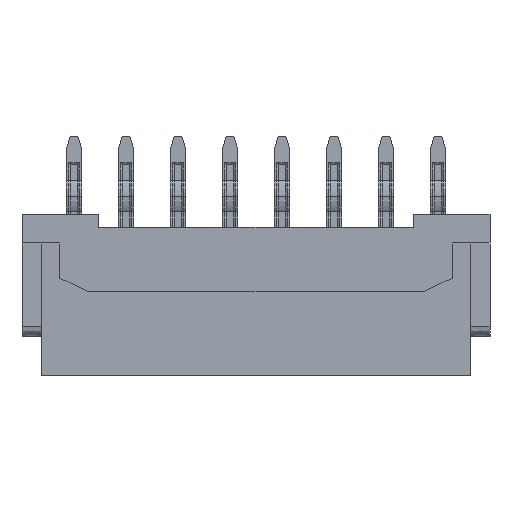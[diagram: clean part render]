
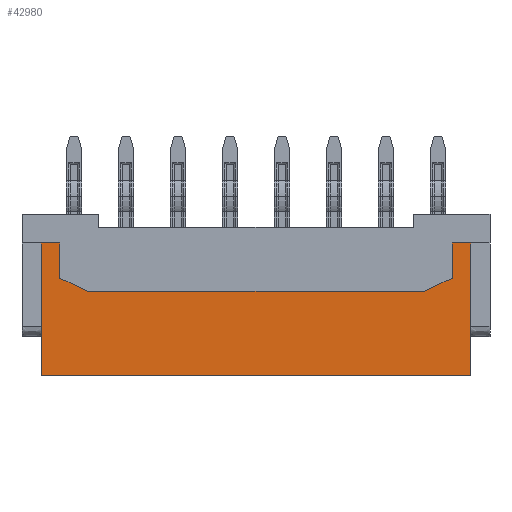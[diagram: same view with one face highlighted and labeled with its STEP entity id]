
A CAD part, front view. The second image highlights one B-rep face of the part: STEP entity #42980.
In plain terms, the highlighted planar face has unit normal (0, -1, 0).
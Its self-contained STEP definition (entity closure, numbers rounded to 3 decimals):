
#5410=CARTESIAN_POINT('',(-28.404,-1.785,3.25));
#5420=VERTEX_POINT('',#5410);
#5450=CARTESIAN_POINT('',(-28.,-1.785,3.062));
#5460=DIRECTION('',(-0.907,0.,0.422));
#5470=VECTOR('',#5460,1.);
#5480=LINE('',#5450,#5470);
#5490=CARTESIAN_POINT('',(-29.479,-1.785,3.75));
#5500=VERTEX_POINT('',#5490);
#5510=EDGE_CURVE('',#5420,#5500,#5480,.T.);
#13020=CARTESIAN_POINT('',(-13.679,-1.785,0.));
#13030=VERTEX_POINT('',#13020);
#13200=CARTESIAN_POINT('',(-30.179,-1.785,0.));
#13210=VERTEX_POINT('',#13200);
#13240=CARTESIAN_POINT('',(-30.029,-1.785,0.));
#13250=DIRECTION('',(-1.,0.,0.));
#13260=VECTOR('',#13250,1.);
#13270=LINE('',#13240,#13260);
#13280=EDGE_CURVE('',#13030,#13210,#13270,.T.);
#42290=CARTESIAN_POINT('',(-29.926,-1.785,
0.));
#42300=DIRECTION('',(0.,-1.,0.));
#42310=DIRECTION('',(1.,0.,0.));
#42320=AXIS2_PLACEMENT_3D('',#42290,#42300,#42310);
#42330=PLANE('',#42320);
#42340=CARTESIAN_POINT('',(-30.179,-1.785,0.));
#42350=DIRECTION('',(0.,0.,1.));
#42360=VECTOR('',#42350,1.);
#42370=LINE('',#42340,#42360);
#42380=CARTESIAN_POINT('',(-30.179,-1.785,5.1));
#42390=VERTEX_POINT('',#42380);
#42400=EDGE_CURVE('',#13210,#42390,#42370,.T.);
#42410=ORIENTED_EDGE('',*,*,#42400,.F.);
#42420=CARTESIAN_POINT('',(-28.,-1.785,5.1));
#42430=DIRECTION('',(-1.,0.,0.));
#42440=VECTOR('',#42430,1.);
#42450=LINE('',#42420,#42440);
#42460=CARTESIAN_POINT('',(-29.479,-1.785,5.1));
#42470=VERTEX_POINT('',#42460);
#42480=EDGE_CURVE('',#42470,#42390,#42450,.T.);
#42490=ORIENTED_EDGE('',*,*,#42480,.T.);
#42500=CARTESIAN_POINT('',(-29.479,-1.785,0.));
#42510=DIRECTION('',(0.,0.,1.));
#42520=VECTOR('',#42510,1.);
#42530=LINE('',#42500,#42520);
#42540=EDGE_CURVE('',#5500,#42470,#42530,.T.);
#42550=ORIENTED_EDGE('',*,*,#42540,.T.);
#42560=ORIENTED_EDGE('',*,*,#5510,.T.);
#42570=CARTESIAN_POINT('',(-30.179,-1.785,3.25));
#42580=DIRECTION('',(1.,0.,0.));
#42590=VECTOR('',#42580,1.);
#42600=LINE('',#42570,#42590);
#42610=CARTESIAN_POINT('',(-15.454,-1.785,3.25));
#42620=VERTEX_POINT('',#42610);
#42630=EDGE_CURVE('',#5420,#42620,#42600,.T.);
#42640=ORIENTED_EDGE('',*,*,#42630,.F.);
#42650=CARTESIAN_POINT('',(-15.858,-1.785,3.062));
#42660=DIRECTION('',(0.907,0.,
0.422));
#42670=VECTOR('',#42660,1.);
#42680=LINE('',#42650,#42670);
#42690=CARTESIAN_POINT('',(-14.379,-1.785,3.75));
#42700=VERTEX_POINT('',#42690);
#42710=EDGE_CURVE('',#42620,#42700,#42680,.T.);
#42720=ORIENTED_EDGE('',*,*,#42710,.F.);
#42730=CARTESIAN_POINT('',(-14.379,-1.785,0.));
#42740=DIRECTION('',(0.,0.,1.));
#42750=VECTOR('',#42740,1.);
#42760=LINE('',#42730,#42750);
#42770=CARTESIAN_POINT('',(-14.379,-1.785,5.1));
#42780=VERTEX_POINT('',#42770);
#42790=EDGE_CURVE('',#42700,#42780,#42760,.T.);
#42800=ORIENTED_EDGE('',*,*,#42790,.F.);
#42810=CARTESIAN_POINT('',(-15.858,-1.785,5.1));
#42820=DIRECTION('',(1.,0.,0.));
#42830=VECTOR('',#42820,1.);
#42840=LINE('',#42810,#42830);
#42850=CARTESIAN_POINT('',(-13.679,-1.785,5.1));
#42860=VERTEX_POINT('',#42850);
#42870=EDGE_CURVE('',#42780,#42860,#42840,.T.);
#42880=ORIENTED_EDGE('',*,*,#42870,.F.);
#42890=CARTESIAN_POINT('',(-13.679,-1.785,0.));
#42900=DIRECTION('',(0.,0.,1.));
#42910=VECTOR('',#42900,1.);
#42920=LINE('',#42890,#42910);
#42930=EDGE_CURVE('',#13030,#42860,#42920,.T.);
#42940=ORIENTED_EDGE('',*,*,#42930,.T.);
#42950=ORIENTED_EDGE('',*,*,#13280,.F.);
#42960=EDGE_LOOP('',(#42950,#42940,#42880,#42800,#42720,#42640,#42560,
#42550,#42490,#42410));
#42970=FACE_OUTER_BOUND('',#42960,.T.);
#42980=ADVANCED_FACE('',(#42970),#42330,.T.);
